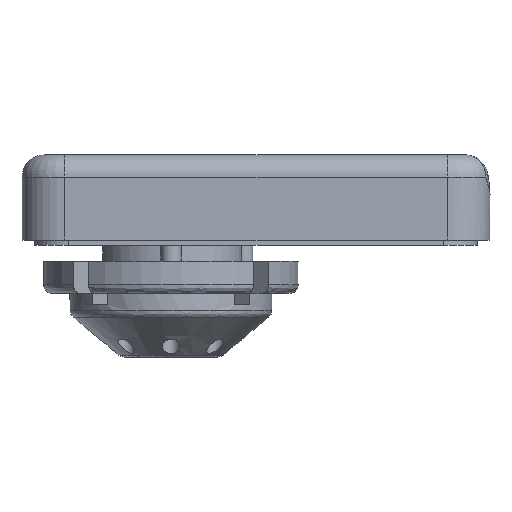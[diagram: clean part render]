
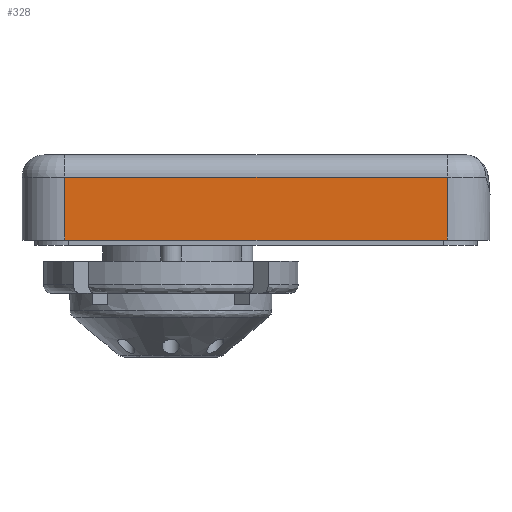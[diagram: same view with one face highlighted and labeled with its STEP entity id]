
A CAD part, left-side view. The second image highlights one B-rep face of the part: STEP entity #328.
In plain terms, the highlighted planar face has unit normal (-1, 0, 0).
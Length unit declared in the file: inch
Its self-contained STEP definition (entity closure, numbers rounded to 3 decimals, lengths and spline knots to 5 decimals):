
#328 = ADVANCED_FACE ( 'NONE', ( #3110 ), #7230, .T. ) ;
#418 = DIRECTION ( 'NONE',  ( 0., 0., -1. ) ) ;
#1079 = CARTESIAN_POINT ( 'NONE',  ( -0.9825, 1.125, 0.34 ) ) ;
#3110 = FACE_OUTER_BOUND ( 'NONE', #5392, .T. ) ;
#3210 = VECTOR ( 'NONE', #8157, 39.37008 ) ;
#3368 = DIRECTION ( 'NONE',  ( 0., 0., 1. ) ) ;
#3519 = CARTESIAN_POINT ( 'NONE',  ( -0.9825, 1.375, 0. ) ) ;
#4004 = LINE ( 'NONE', #8294, #9419 ) ;
#4431 = LINE ( 'NONE', #9602, #12295 ) ;
#4977 = ORIENTED_EDGE ( 'NONE', *, *, #7963, .F. ) ;
#5392 = EDGE_LOOP ( 'NONE', ( #10083, #6200, #4977, #6908 ) ) ;
#5400 = LINE ( 'NONE', #8687, #11443 ) ;
#5774 = VERTEX_POINT ( 'NONE', #11180 ) ;
#6100 = EDGE_CURVE ( 'NONE', #7419, #11951, #4004, .T. ) ;
#6200 = ORIENTED_EDGE ( 'NONE', *, *, #7194, .F. ) ;
#6619 = EDGE_CURVE ( 'NONE', #11951, #9481, #4431, .T. ) ;
#6908 = ORIENTED_EDGE ( 'NONE', *, *, #6100, .T. ) ;
#7194 = EDGE_CURVE ( 'NONE', #5774, #9481, #5400, .T. ) ;
#7230 = PLANE ( 'NONE',  #12551 ) ;
#7419 = VERTEX_POINT ( 'NONE', #1079 ) ;
#7963 = EDGE_CURVE ( 'NONE', #7419, #5774, #12386, .T. ) ;
#8157 = DIRECTION ( 'NONE',  ( 0., -1., 0. ) ) ;
#8294 = CARTESIAN_POINT ( 'NONE',  ( -0.9825, 1.125, 0. ) ) ;
#8345 = CARTESIAN_POINT ( 'NONE',  ( -0.9825, 1.125, -0.03 ) ) ;
#8521 = DIRECTION ( 'NONE',  ( 0., -1., 0. ) ) ;
#8687 = CARTESIAN_POINT ( 'NONE',  ( -0.9825, -1.125, 0. ) ) ;
#9168 = CARTESIAN_POINT ( 'NONE',  ( -0.9825, 1.13046, 0.34 ) ) ;
#9419 = VECTOR ( 'NONE', #12454, 39.37008 ) ;
#9481 = VERTEX_POINT ( 'NONE', #11659 ) ;
#9602 = CARTESIAN_POINT ( 'NONE',  ( -0.9825, 1.375, -0.03 ) ) ;
#10083 = ORIENTED_EDGE ( 'NONE', *, *, #6619, .T. ) ;
#11180 = CARTESIAN_POINT ( 'NONE',  ( -0.9825, -1.125, 0.34 ) ) ;
#11443 = VECTOR ( 'NONE', #418, 39.37008 ) ;
#11659 = CARTESIAN_POINT ( 'NONE',  ( -0.9825, -1.125, -0.03 ) ) ;
#11951 = VERTEX_POINT ( 'NONE', #8345 ) ;
#12295 = VECTOR ( 'NONE', #8521, 39.37008 ) ;
#12386 = LINE ( 'NONE', #9168, #3210 ) ;
#12454 = DIRECTION ( 'NONE',  ( 0., 0., -1. ) ) ;
#12551 = AXIS2_PLACEMENT_3D ( 'NONE', #3519, #12769, #3368 ) ;
#12769 = DIRECTION ( 'NONE',  ( -1., 0., 0. ) ) ;
